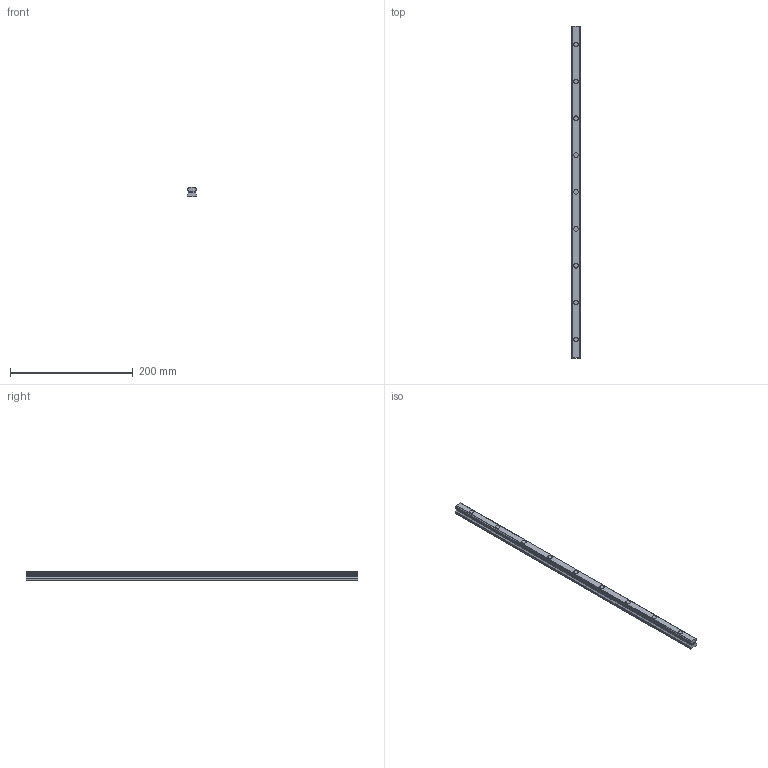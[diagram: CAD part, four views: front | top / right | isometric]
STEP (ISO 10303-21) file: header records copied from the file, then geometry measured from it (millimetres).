
FILE_DESCRIPTION(('STEP AP214'),'1');
FILE_NAME('cctmp_1359CC2F-7F70-4E54-8008-2FECB436AC6A_2020_4_23_10_28_40_374..stp','2020-04-23T08:28:40',('HIWIN GmbH'),('CADClick - www.CADClick.com'),'Spatial InterOp 3D',' ','unknown authorization');
FILE_SCHEMA(('AUTOMOTIVE_DESIGN'));
Length unit declared in the file: millimetre
Products named in the file (1): HGR15R540H_FILE
Bounding box: 15 x 540 x 15 mm (x, y, z)
Volume: 99215.4 mm3; surface area: 36260.5 mm2
Topology: 1 solids, 1 shells, 196 faces, 489 edges, 326 vertices
Faces by surface type: plane 116, cylinder 80
Entity records: 7465 total; most frequent: DIRECTION 1043, CARTESIAN_POINT 1012, ORIENTED_EDGE 978, EDGE_CURVE 489, AXIS2_PLACEMENT_3D 357, LINE 329, VECTOR 329, VERTEX_POINT 326
